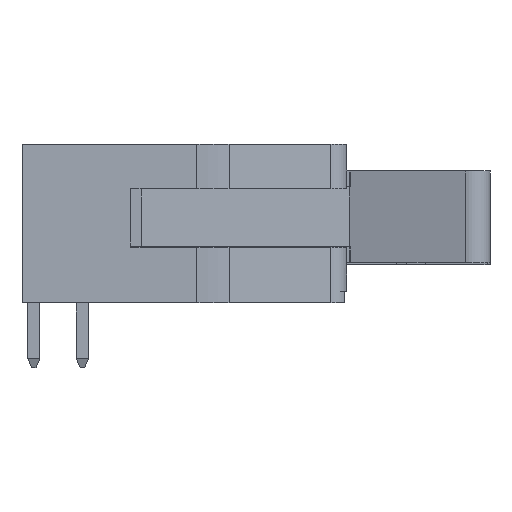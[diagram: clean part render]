
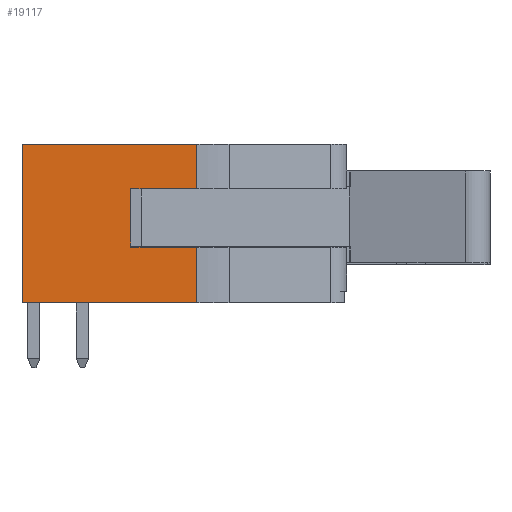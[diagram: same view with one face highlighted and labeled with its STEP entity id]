
A CAD part, front view. The second image highlights one B-rep face of the part: STEP entity #19117.
In plain terms, the highlighted face is planar.
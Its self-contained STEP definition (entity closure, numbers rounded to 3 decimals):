
#778=ORIENTED_EDGE('',*,*,#6277,.F.);
#779=ORIENTED_EDGE('',*,*,#6278,.F.);
#780=ORIENTED_EDGE('',*,*,#6279,.T.);
#781=ORIENTED_EDGE('',*,*,#6250,.F.);
#782=ORIENTED_EDGE('',*,*,#6280,.T.);
#783=ORIENTED_EDGE('',*,*,#6281,.T.);
#784=ORIENTED_EDGE('',*,*,#6282,.F.);
#785=ORIENTED_EDGE('',*,*,#6255,.F.);
#6250=EDGE_CURVE('',#8987,#8984,#10766,.T.);
#6255=EDGE_CURVE('',#8990,#8991,#10770,.T.);
#6277=EDGE_CURVE('',#9006,#8990,#10791,.T.);
#6278=EDGE_CURVE('',#9007,#9006,#10792,.T.);
#6279=EDGE_CURVE('',#9007,#8984,#10793,.T.);
#6280=EDGE_CURVE('',#8987,#9008,#10794,.T.);
#6281=EDGE_CURVE('',#9008,#9009,#10795,.T.);
#6282=EDGE_CURVE('',#8991,#9009,#10796,.T.);
#8984=VERTEX_POINT('',#27778);
#8987=VERTEX_POINT('',#27783);
#8990=VERTEX_POINT('',#27793);
#8991=VERTEX_POINT('',#27795);
#9006=VERTEX_POINT('',#27838);
#9007=VERTEX_POINT('',#27840);
#9008=VERTEX_POINT('',#27843);
#9009=VERTEX_POINT('',#27845);
#10766=LINE('',#27784,#13387);
#10770=LINE('',#27794,#13391);
#10791=LINE('',#27837,#13412);
#10792=LINE('',#27839,#13413);
#10793=LINE('',#27841,#13414);
#10794=LINE('',#27842,#13415);
#10795=LINE('',#27844,#13416);
#10796=LINE('',#27846,#13417);
#13387=VECTOR('',#22402,1000.);
#13391=VECTOR('',#22412,1000.);
#13412=VECTOR('',#22447,1000.);
#13413=VECTOR('',#22448,1000.);
#13414=VECTOR('',#22449,1000.);
#13415=VECTOR('',#22450,1000.);
#13416=VECTOR('',#22451,1000.);
#13417=VECTOR('',#22452,1000.);
#15740=EDGE_LOOP('',(#778,#779,#780,#781,#782,#783,#784,#785));
#16919=FACE_BOUND('',#15740,.T.);
#18083=PLANE('',#20639);
#19117=ADVANCED_FACE('',(#16919),#18083,.T.);
#20639=AXIS2_PLACEMENT_3D('',#27836,#22445,#22446);
#22402=DIRECTION('',(0.,1.,0.));
#22412=DIRECTION('',(0.,1.,0.));
#22445=DIRECTION('',(1.,0.,0.));
#22446=DIRECTION('',(0.,0.,-1.));
#22447=DIRECTION('',(0.,0.,1.));
#22448=DIRECTION('',(0.,1.,0.));
#22449=DIRECTION('',(0.,0.,1.));
#22450=DIRECTION('',(0.,0.,-1.));
#22451=DIRECTION('',(0.,1.,0.));
#22452=DIRECTION('',(0.,0.,-1.));
#27778=CARTESIAN_POINT('',(35.15,-1.825,4.149));
#27783=CARTESIAN_POINT('',(35.15,-4.15,4.149));
#27784=CARTESIAN_POINT('',(35.15,-4.15,4.149));
#27793=CARTESIAN_POINT('',(35.15,1.225,4.149));
#27794=CARTESIAN_POINT('',(35.15,-4.15,4.149));
#27795=CARTESIAN_POINT('',(35.15,4.15,4.149));
#27836=CARTESIAN_POINT('',(35.15,-4.15,5.));
#27837=CARTESIAN_POINT('',(35.15,1.225,0.7));
#27838=CARTESIAN_POINT('',(35.15,1.225,0.7));
#27839=CARTESIAN_POINT('',(35.15,-1.825,0.7));
#27840=CARTESIAN_POINT('',(35.15,-1.825,0.7));
#27841=CARTESIAN_POINT('',(35.15,-1.825,0.7));
#27842=CARTESIAN_POINT('',(35.15,-4.15,5.));
#27843=CARTESIAN_POINT('',(35.15,-4.15,-5.));
#27844=CARTESIAN_POINT('',(35.15,-4.15,-5.));
#27845=CARTESIAN_POINT('',(35.15,4.15,-5.));
#27846=CARTESIAN_POINT('',(35.15,4.15,5.));
